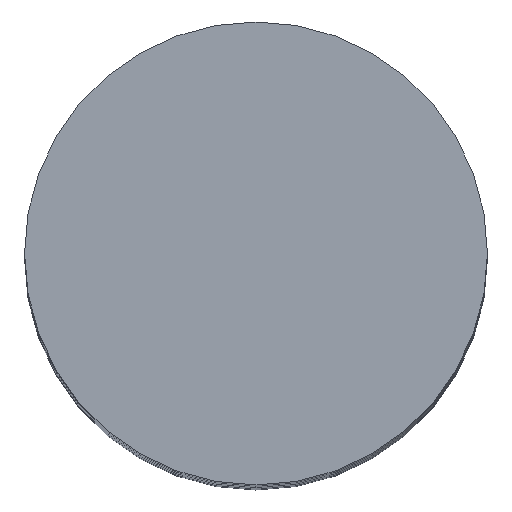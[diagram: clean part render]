
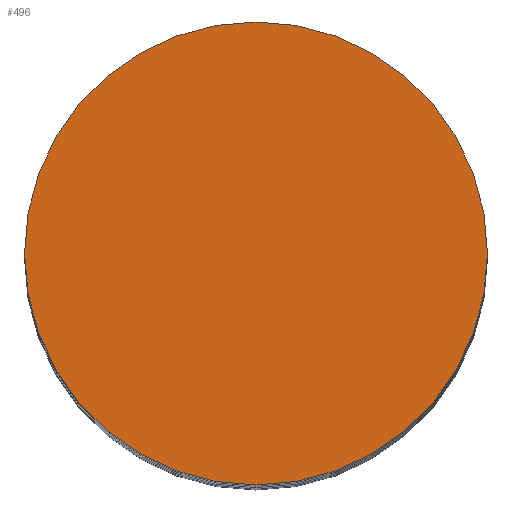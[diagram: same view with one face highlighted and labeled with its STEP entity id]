
A CAD part, top view. The second image highlights one B-rep face of the part: STEP entity #496.
In plain terms, the highlighted planar face has unit normal (0, 0, 1).
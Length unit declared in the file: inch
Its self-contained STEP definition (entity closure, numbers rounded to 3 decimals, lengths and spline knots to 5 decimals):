
#2 = AXIS2_PLACEMENT_3D ( 'NONE', #67, #650, #25 ) ;
#6 = VERTEX_POINT ( 'NONE', #495 ) ;
#17 = DIRECTION ( 'NONE',  ( 0., 0., 1. ) ) ;
#25 = DIRECTION ( 'NONE',  ( 1., 0., 0. ) ) ;
#67 = CARTESIAN_POINT ( 'NONE',  ( 0., 0., 0. ) ) ;
#89 = EDGE_CURVE ( 'NONE', #358, #6, #205, .T. ) ;
#117 = AXIS2_PLACEMENT_3D ( 'NONE', #228, #17, #118 ) ;
#118 = DIRECTION ( 'NONE',  ( -1., 0., 0. ) ) ;
#128 = EDGE_LOOP ( 'NONE', ( #185, #208 ) ) ;
#159 = DIRECTION ( 'NONE',  ( 0., 0., 1. ) ) ;
#185 = ORIENTED_EDGE ( 'NONE', *, *, #89, .T. ) ;
#205 = CIRCLE ( 'NONE', #2, 0.2362 ) ;
#208 = ORIENTED_EDGE ( 'NONE', *, *, #361, .T. ) ;
#215 = CARTESIAN_POINT ( 'NONE',  ( 0.2362, 0., 0. ) ) ;
#228 = CARTESIAN_POINT ( 'NONE',  ( 0., 0.2362, 0. ) ) ;
#358 = VERTEX_POINT ( 'NONE', #215 ) ;
#361 = EDGE_CURVE ( 'NONE', #6, #358, #563, .T. ) ;
#376 = DIRECTION ( 'NONE',  ( 1., 0., 0. ) ) ;
#387 = PLANE ( 'NONE',  #117 ) ;
#495 = CARTESIAN_POINT ( 'NONE',  ( -0.2362, 0., 0. ) ) ;
#496 = ADVANCED_FACE ( 'NONE', ( #542 ), #387, .T. ) ;
#542 = FACE_OUTER_BOUND ( 'NONE', #128, .T. ) ;
#563 = CIRCLE ( 'NONE', #636, 0.2362 ) ;
#636 = AXIS2_PLACEMENT_3D ( 'NONE', #637, #159, #376 ) ;
#637 = CARTESIAN_POINT ( 'NONE',  ( 0., 0., 0. ) ) ;
#650 = DIRECTION ( 'NONE',  ( 0., 0., 1. ) ) ;
